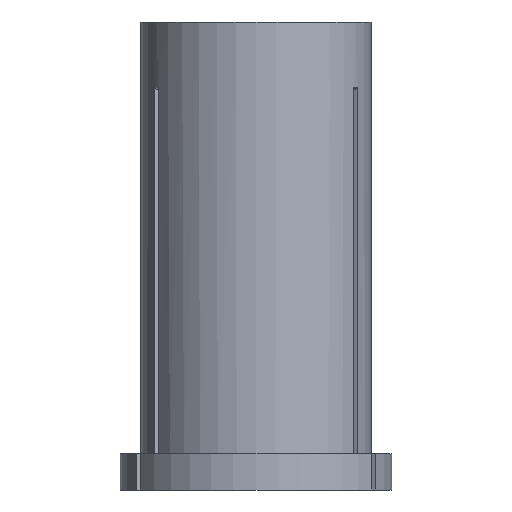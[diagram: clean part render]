
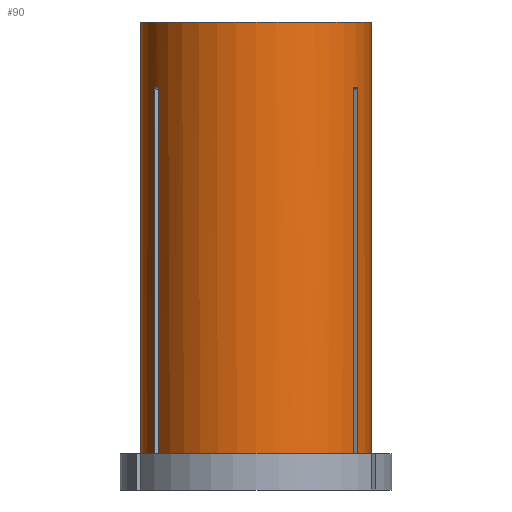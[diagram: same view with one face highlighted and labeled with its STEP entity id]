
A CAD part, front view. The second image highlights one B-rep face of the part: STEP entity #90.
In plain terms, the highlighted cylindrical face has radius 15.875 mm (diameter 31.75 mm), a partial arc.
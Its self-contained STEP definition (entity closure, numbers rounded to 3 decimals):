
#7 = ORIENTED_EDGE ( 'NONE', *, *, #291, .T. ) ;
#37 = DIRECTION ( 'NONE',  ( 0., 0., 1. ) ) ;
#47 = ORIENTED_EDGE ( 'NONE', *, *, #1043, .T. ) ;
#53 = DIRECTION ( 'NONE',  ( 0., 0., 1. ) ) ;
#70 = B_SPLINE_CURVE_WITH_KNOTS ( 'NONE', 3,
 ( #438, #433, #1124, #610, #1129 ),
 .UNSPECIFIED., .F., .F.,
 ( 4, 1, 4 ),
 ( 0.098, 0.098, 0.099 ),
 .UNSPECIFIED. ) ;
#78 = CARTESIAN_POINT ( 'NONE',  ( 13.491, -8.367, 0. ) ) ;
#81 = AXIS2_PLACEMENT_3D ( 'NONE', #226, #838, #919 ) ;
#90 = ADVANCED_FACE ( 'NONE', ( #500 ), #206, .T. ) ;
#104 = CARTESIAN_POINT ( 'NONE',  ( -13.831, -7.794, -9. ) ) ;
#113 = CARTESIAN_POINT ( 'NONE',  ( 15.875, 0., 0. ) ) ;
#134 = CARTESIAN_POINT ( 'NONE',  ( -13.991, -7.501, 0. ) ) ;
#153 = ORIENTED_EDGE ( 'NONE', *, *, #935, .T. ) ;
#169 = CARTESIAN_POINT ( 'NONE',  ( 13.991, -7.501, -9.006 ) ) ;
#195 = LINE ( 'NONE', #795, #257 ) ;
#206 = CYLINDRICAL_SURFACE ( 'NONE', #81, 15.875 ) ;
#220 = DIRECTION ( 'NONE',  ( 1., 0., 0. ) ) ;
#226 = CARTESIAN_POINT ( 'NONE',  ( 0., 0., 0. ) ) ;
#236 = EDGE_CURVE ( 'NONE', #1133, #243, #401, .T. ) ;
#237 = CARTESIAN_POINT ( 'NONE',  ( 13.991, -7.501, -59.6 ) ) ;
#243 = VERTEX_POINT ( 'NONE', #113 ) ;
#257 = VECTOR ( 'NONE', #648, 1000. ) ;
#259 = VERTEX_POINT ( 'NONE', #1094 ) ;
#265 = VECTOR ( 'NONE', #708, 1000. ) ;
#270 = VERTEX_POINT ( 'NONE', #573 ) ;
#271 = CARTESIAN_POINT ( 'NONE',  ( 13.991, -7.501, 0. ) ) ;
#279 = DIRECTION ( 'NONE',  ( 0., 0., 1. ) ) ;
#283 = VERTEX_POINT ( 'NONE', #675 ) ;
#284 = ORIENTED_EDGE ( 'NONE', *, *, #236, .F. ) ;
#291 = EDGE_CURVE ( 'NONE', #576, #1130, #916, .T. ) ;
#293 = EDGE_CURVE ( 'NONE', #607, #792, #862, .T. ) ;
#296 = CARTESIAN_POINT ( 'NONE',  ( -13.491, -8.367, -9.006 ) ) ;
#323 = CARTESIAN_POINT ( 'NONE',  ( -13.491, -8.367, 0. ) ) ;
#396 = CARTESIAN_POINT ( 'NONE',  ( 15.875, 0., -59.6 ) ) ;
#397 = VECTOR ( 'NONE', #764, 1000. ) ;
#401 = CIRCLE ( 'NONE', #1065, 15.875 ) ;
#404 = EDGE_LOOP ( 'NONE', ( #1063, #791, #978, #47, #461, #1104, #608, #153, #867, #7, #736, #284 ) ) ;
#411 = DIRECTION ( 'NONE',  ( 0., 0., 1. ) ) ;
#418 = DIRECTION ( 'NONE',  ( 0., 0., 1. ) ) ;
#425 = CARTESIAN_POINT ( 'NONE',  ( -13.991, -7.501, -9.006 ) ) ;
#433 = CARTESIAN_POINT ( 'NONE',  ( 13.58, -8.224, -9.002 ) ) ;
#438 = CARTESIAN_POINT ( 'NONE',  ( 13.491, -8.367, -9.006 ) ) ;
#459 = LINE ( 'NONE', #271, #543 ) ;
#461 = ORIENTED_EDGE ( 'NONE', *, *, #742, .F. ) ;
#500 = FACE_OUTER_BOUND ( 'NONE', #404, .T. ) ;
#503 = CIRCLE ( 'NONE', #637, 15.875 ) ;
#518 = CARTESIAN_POINT ( 'NONE',  ( -13.991, -7.501, -59.6 ) ) ;
#524 = VERTEX_POINT ( 'NONE', #1035 ) ;
#543 = VECTOR ( 'NONE', #279, 1000. ) ;
#549 = CARTESIAN_POINT ( 'NONE',  ( -13.664, -8.083, -9. ) ) ;
#573 = CARTESIAN_POINT ( 'NONE',  ( 13.491, -8.367, -9.006 ) ) ;
#576 = VERTEX_POINT ( 'NONE', #237 ) ;
#590 = CARTESIAN_POINT ( 'NONE',  ( 0., 0., -59.6 ) ) ;
#607 = VERTEX_POINT ( 'NONE', #518 ) ;
#608 = ORIENTED_EDGE ( 'NONE', *, *, #942, .T. ) ;
#610 = CARTESIAN_POINT ( 'NONE',  ( 13.913, -7.647, -9.002 ) ) ;
#633 = EDGE_CURVE ( 'NONE', #524, #649, #746, .T. ) ;
#637 = AXIS2_PLACEMENT_3D ( 'NONE', #988, #807, #1064 ) ;
#648 = DIRECTION ( 'NONE',  ( 0., 0., 1. ) ) ;
#649 = VERTEX_POINT ( 'NONE', #1134 ) ;
#675 = CARTESIAN_POINT ( 'NONE',  ( -15.875, 0., -59.6 ) ) ;
#681 = VERTEX_POINT ( 'NONE', #169 ) ;
#695 = CARTESIAN_POINT ( 'NONE',  ( -13.991, -7.501, -9.006 ) ) ;
#708 = DIRECTION ( 'NONE',  ( 0., 0., 1. ) ) ;
#736 = ORIENTED_EDGE ( 'NONE', *, *, #784, .T. ) ;
#742 = EDGE_CURVE ( 'NONE', #524, #259, #976, .T. ) ;
#746 = CIRCLE ( 'NONE', #1106, 15.875 ) ;
#763 = LINE ( 'NONE', #78, #265 ) ;
#764 = DIRECTION ( 'NONE',  ( 0., 0., 1. ) ) ;
#766 = DIRECTION ( 'NONE',  ( 0., 0., 1. ) ) ;
#784 = EDGE_CURVE ( 'NONE', #1130, #243, #994, .T. ) ;
#791 = ORIENTED_EDGE ( 'NONE', *, *, #1038, .T. ) ;
#792 = VERTEX_POINT ( 'NONE', #695 ) ;
#795 = CARTESIAN_POINT ( 'NONE',  ( -15.875, 0., 0. ) ) ;
#802 = EDGE_CURVE ( 'NONE', #576, #681, #459, .T. ) ;
#807 = DIRECTION ( 'NONE',  ( 0., 0., 1. ) ) ;
#818 = CARTESIAN_POINT ( 'NONE',  ( -13.579, -8.226, -9.002 ) ) ;
#825 = CARTESIAN_POINT ( 'NONE',  ( 0., 0., 0. ) ) ;
#830 = EDGE_CURVE ( 'NONE', #283, #1133, #195, .T. ) ;
#838 = DIRECTION ( 'NONE',  ( 0., 0., 1. ) ) ;
#862 = LINE ( 'NONE', #134, #397 ) ;
#867 = ORIENTED_EDGE ( 'NONE', *, *, #802, .F. ) ;
#916 = CIRCLE ( 'NONE', #929, 15.875 ) ;
#918 = DIRECTION ( 'NONE',  ( 1., 0., 0. ) ) ;
#919 = DIRECTION ( 'NONE',  ( 1., 0., 0. ) ) ;
#929 = AXIS2_PLACEMENT_3D ( 'NONE', #590, #766, #220 ) ;
#935 = EDGE_CURVE ( 'NONE', #270, #681, #70, .T. ) ;
#936 = CARTESIAN_POINT ( 'NONE',  ( 15.875, 0., 0. ) ) ;
#942 = EDGE_CURVE ( 'NONE', #649, #270, #763, .T. ) ;
#945 = CARTESIAN_POINT ( 'NONE',  ( 0., 0., -59.6 ) ) ;
#976 = LINE ( 'NONE', #323, #1127 ) ;
#978 = ORIENTED_EDGE ( 'NONE', *, *, #293, .T. ) ;
#988 = CARTESIAN_POINT ( 'NONE',  ( 0., 0., -59.6 ) ) ;
#994 = LINE ( 'NONE', #936, #1030 ) ;
#1010 = CARTESIAN_POINT ( 'NONE',  ( -15.875, 0., 0. ) ) ;
#1030 = VECTOR ( 'NONE', #411, 1000. ) ;
#1035 = CARTESIAN_POINT ( 'NONE',  ( -13.491, -8.367, -59.6 ) ) ;
#1037 = DIRECTION ( 'NONE',  ( 1., 0., 0. ) ) ;
#1038 = EDGE_CURVE ( 'NONE', #283, #607, #503, .T. ) ;
#1043 = EDGE_CURVE ( 'NONE', #792, #259, #1120, .T. ) ;
#1045 = CARTESIAN_POINT ( 'NONE',  ( -13.912, -7.648, -9.002 ) ) ;
#1063 = ORIENTED_EDGE ( 'NONE', *, *, #830, .F. ) ;
#1064 = DIRECTION ( 'NONE',  ( 1., 0., 0. ) ) ;
#1065 = AXIS2_PLACEMENT_3D ( 'NONE', #825, #37, #918 ) ;
#1094 = CARTESIAN_POINT ( 'NONE',  ( -13.491, -8.367, -9.006 ) ) ;
#1104 = ORIENTED_EDGE ( 'NONE', *, *, #633, .T. ) ;
#1106 = AXIS2_PLACEMENT_3D ( 'NONE', #945, #418, #1037 ) ;
#1120 = B_SPLINE_CURVE_WITH_KNOTS ( 'NONE', 3,
 ( #425, #1045, #104, #549, #818, #296 ),
 .UNSPECIFIED., .F., .F.,
 ( 4, 2, 4 ),
 ( 0.089, 0.09, 0.09 ),
 .UNSPECIFIED. ) ;
#1124 = CARTESIAN_POINT ( 'NONE',  ( 13.751, -7.938, -8.998 ) ) ;
#1127 = VECTOR ( 'NONE', #53, 1000. ) ;
#1129 = CARTESIAN_POINT ( 'NONE',  ( 13.991, -7.501, -9.006 ) ) ;
#1130 = VERTEX_POINT ( 'NONE', #396 ) ;
#1133 = VERTEX_POINT ( 'NONE', #1010 ) ;
#1134 = CARTESIAN_POINT ( 'NONE',  ( 13.491, -8.367, -59.6 ) ) ;
